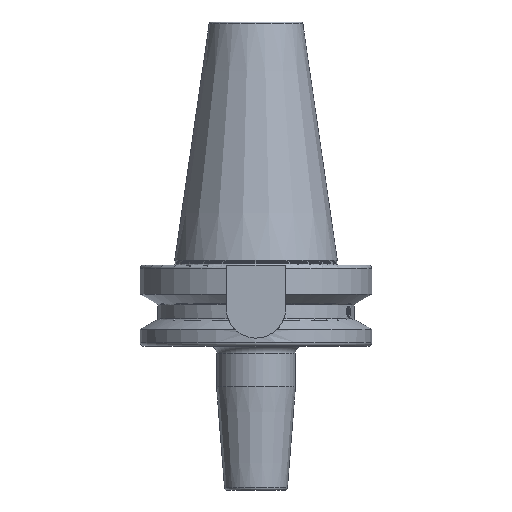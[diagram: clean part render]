
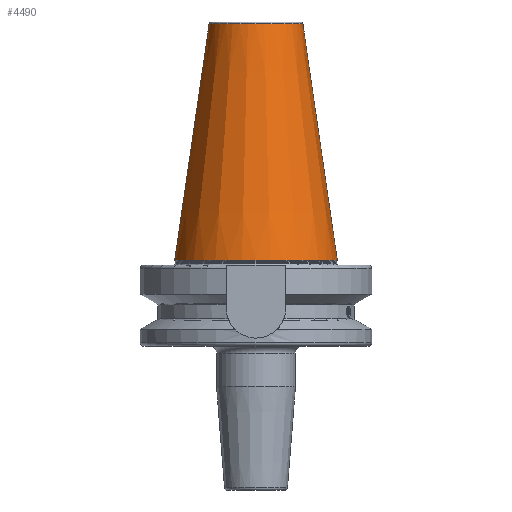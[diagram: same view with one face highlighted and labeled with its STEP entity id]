
A CAD part, left-side view. The second image highlights one B-rep face of the part: STEP entity #4490.
In plain terms, the highlighted conical face has half-angle 8.297 degrees and reference radius 27.637 mm.
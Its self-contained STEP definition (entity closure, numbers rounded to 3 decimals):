
#1335=CARTESIAN_POINT('',(0,0,138.944));
#1336=DIRECTION('',(0,0,1));
#1337=DIRECTION('',(0,1,0));
#1338=AXIS2_PLACEMENT_3D('',#1335,#1336,#1337);
#1340=DIRECTION('',(0.,0.144,0.99));
#1341=VECTOR('',#1340,103.023);
#1342=CARTESIAN_POINT('',(0,-35.071,37));
#1343=LINE('',#1342,#1341);
#1344=CARTESIAN_POINT('',(0,0,37));
#1345=DIRECTION('',(0,0,1));
#1346=DIRECTION('',(0,1,0));
#1347=AXIS2_PLACEMENT_3D('',#1344,#1345,#1346);
#1349=DIRECTION('',(0.,-0.144,0.99));
#1350=VECTOR('',#1349,103.023);
#1351=CARTESIAN_POINT('',(0,35.071,37));
#1352=LINE('',#1351,#1350);
#2478=CARTESIAN_POINT('',(0,35.071,37));
#2480=VERTEX_POINT('',#2478);
#2494=CARTESIAN_POINT('',(0,-35.071,37));
#2496=VERTEX_POINT('',#2494);
#2521=CARTESIAN_POINT('',(0,20.204,138.944));
#2522=CARTESIAN_POINT('',(0,-20.204,138.944));
#2523=VERTEX_POINT('',#2521);
#2524=VERTEX_POINT('',#2522);
#4476=CARTESIAN_POINT('',(0,0,87.972));
#4477=DIRECTION('',(0,0,-1));
#4478=DIRECTION('',(0,-1,0));
#4479=AXIS2_PLACEMENT_3D('',#4476,#4477,#4478);
#4480=CONICAL_SURFACE('',#4479,27.637,8.297);
#4482=ORIENTED_EDGE('',*,*,#4481,.T.);
#4484=ORIENTED_EDGE('',*,*,#4483,.F.);
#4485=ORIENTED_EDGE('',*,*,#4469,.F.);
#4487=ORIENTED_EDGE('',*,*,#4486,.T.);
#4488=EDGE_LOOP('',(#4482,#4484,#4485,#4487));
#4489=FACE_OUTER_BOUND('',#4488,.F.);
#4490=ADVANCED_FACE('',(#4489),#4480,.T.);
#1339=CIRCLE('',#1338,20.204);
#1348=CIRCLE('',#1347,35.071);
#4469=EDGE_CURVE('',#2480,#2496,#1348,.T.);
#4481=EDGE_CURVE('',#2523,#2524,#1339,.T.);
#4483=EDGE_CURVE('',#2496,#2524,#1343,.T.);
#4486=EDGE_CURVE('',#2480,#2523,#1352,.T.);
